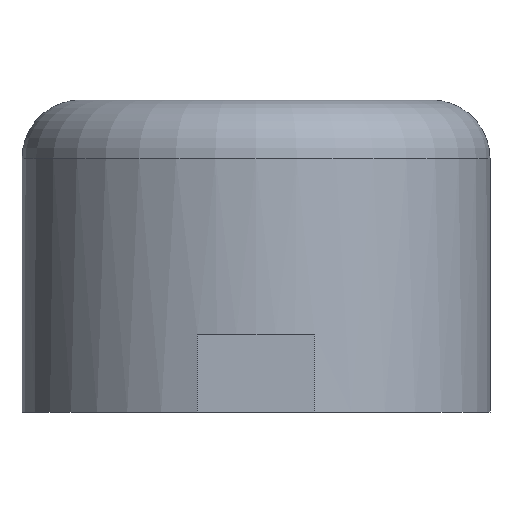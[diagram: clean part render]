
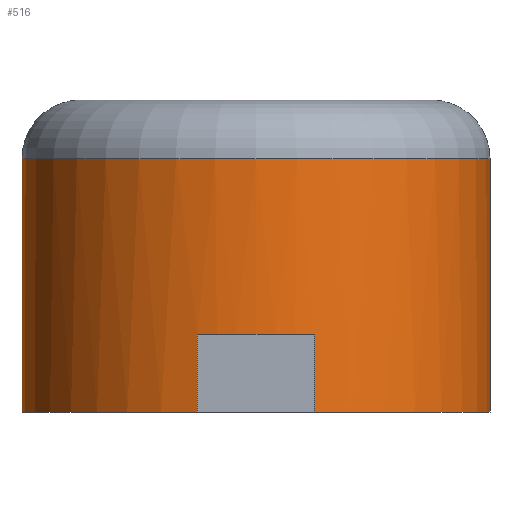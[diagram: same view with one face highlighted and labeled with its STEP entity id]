
A CAD part, left-side view. The second image highlights one B-rep face of the part: STEP entity #516.
In plain terms, the highlighted cylindrical face has radius 3 mm (diameter 6 mm), a full revolution.
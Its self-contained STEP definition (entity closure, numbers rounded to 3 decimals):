
#18=CYLINDRICAL_SURFACE('',#562,3.);
#22=CIRCLE('',#561,3.);
#23=CIRCLE('',#563,3.);
#24=CIRCLE('',#564,3.);
#25=CIRCLE('',#565,3.);
#26=CIRCLE('',#566,3.);
#27=CIRCLE('',#567,3.);
#47=FACE_OUTER_BOUND('',#76,.T.);
#76=EDGE_LOOP('',(#386,#387,#388,#389,#390,#391,#392,#393,#394,#395,#396,
#397));
#129=LINE('',#804,#187);
#130=LINE('',#808,#188);
#131=LINE('',#812,#189);
#132=LINE('',#816,#190);
#133=LINE('',#820,#191);
#187=VECTOR('',#660,3.);
#188=VECTOR('',#663,10.);
#189=VECTOR('',#666,10.);
#190=VECTOR('',#669,10.);
#191=VECTOR('',#672,10.);
#234=VERTEX_POINT('',#799);
#235=VERTEX_POINT('',#803);
#236=VERTEX_POINT('',#805);
#237=VERTEX_POINT('',#807);
#238=VERTEX_POINT('',#809);
#239=VERTEX_POINT('',#811);
#240=VERTEX_POINT('',#813);
#241=VERTEX_POINT('',#815);
#242=VERTEX_POINT('',#817);
#243=VERTEX_POINT('',#819);
#292=EDGE_CURVE('',#234,#234,#22,.T.);
#293=EDGE_CURVE('',#234,#235,#129,.T.);
#294=EDGE_CURVE('',#235,#236,#23,.T.);
#295=EDGE_CURVE('',#236,#237,#130,.T.);
#296=EDGE_CURVE('',#237,#238,#24,.T.);
#297=EDGE_CURVE('',#238,#239,#131,.T.);
#298=EDGE_CURVE('',#239,#240,#25,.T.);
#299=EDGE_CURVE('',#240,#241,#132,.T.);
#300=EDGE_CURVE('',#241,#242,#26,.T.);
#301=EDGE_CURVE('',#242,#243,#133,.T.);
#302=EDGE_CURVE('',#243,#235,#27,.T.);
#386=ORIENTED_EDGE('',*,*,#292,.F.);
#387=ORIENTED_EDGE('',*,*,#293,.T.);
#388=ORIENTED_EDGE('',*,*,#294,.T.);
#389=ORIENTED_EDGE('',*,*,#295,.T.);
#390=ORIENTED_EDGE('',*,*,#296,.T.);
#391=ORIENTED_EDGE('',*,*,#297,.T.);
#392=ORIENTED_EDGE('',*,*,#298,.T.);
#393=ORIENTED_EDGE('',*,*,#299,.T.);
#394=ORIENTED_EDGE('',*,*,#300,.T.);
#395=ORIENTED_EDGE('',*,*,#301,.T.);
#396=ORIENTED_EDGE('',*,*,#302,.T.);
#397=ORIENTED_EDGE('',*,*,#293,.F.);
#516=ADVANCED_FACE('',(#47),#18,.T.);
#561=AXIS2_PLACEMENT_3D('',#801,#656,#657);
#562=AXIS2_PLACEMENT_3D('',#802,#658,#659);
#563=AXIS2_PLACEMENT_3D('',#806,#661,#662);
#564=AXIS2_PLACEMENT_3D('',#810,#664,#665);
#565=AXIS2_PLACEMENT_3D('',#814,#667,#668);
#566=AXIS2_PLACEMENT_3D('',#818,#670,#671);
#567=AXIS2_PLACEMENT_3D('',#821,#673,#674);
#656=DIRECTION('center_axis',(0.,0.,1.));
#657=DIRECTION('ref_axis',(1.,0.,0.));
#658=DIRECTION('center_axis',(0.,0.,1.));
#659=DIRECTION('ref_axis',(1.,0.,0.));
#660=DIRECTION('',(0.,0.,-1.));
#661=DIRECTION('center_axis',(0.,0.,1.));
#662=DIRECTION('ref_axis',(1.,0.,0.));
#663=DIRECTION('',(0.,0.,-1.));
#664=DIRECTION('center_axis',(0.,0.,1.));
#665=DIRECTION('ref_axis',(1.,0.,0.));
#666=DIRECTION('',(0.,0.,1.));
#667=DIRECTION('center_axis',(0.,0.,1.));
#668=DIRECTION('ref_axis',(1.,0.,0.));
#669=DIRECTION('',(0.,0.,-1.));
#670=DIRECTION('center_axis',(0.,0.,1.));
#671=DIRECTION('ref_axis',(1.,0.,0.));
#672=DIRECTION('',(0.,0.,1.));
#673=DIRECTION('center_axis',(0.,0.,1.));
#674=DIRECTION('ref_axis',(1.,0.,0.));
#799=CARTESIAN_POINT('',(-3.,0.,3.25));
#801=CARTESIAN_POINT('Origin',(0.,0.,3.25));
#802=CARTESIAN_POINT('Origin',(0.,0.,0.));
#803=CARTESIAN_POINT('',(-3.,0.,1.));
#804=CARTESIAN_POINT('',(-3.,0.,0.));
#805=CARTESIAN_POINT('',(-2.905,-0.75,1.));
#806=CARTESIAN_POINT('Origin',(0.,0.,1.));
#807=CARTESIAN_POINT('',(-2.905,-0.75,0.));
#808=CARTESIAN_POINT('',(-2.905,-0.75,0.));
#809=CARTESIAN_POINT('',(2.905,-0.75,0.));
#810=CARTESIAN_POINT('Origin',(0.,0.,0.));
#811=CARTESIAN_POINT('',(2.905,-0.75,1.));
#812=CARTESIAN_POINT('',(2.905,-0.75,0.));
#813=CARTESIAN_POINT('',(2.905,0.75,1.));
#814=CARTESIAN_POINT('Origin',(0.,0.,1.));
#815=CARTESIAN_POINT('',(2.905,0.75,0.));
#816=CARTESIAN_POINT('',(2.905,0.75,0.));
#817=CARTESIAN_POINT('',(-2.905,0.75,0.));
#818=CARTESIAN_POINT('Origin',(0.,0.,0.));
#819=CARTESIAN_POINT('',(-2.905,0.75,1.));
#820=CARTESIAN_POINT('',(-2.905,0.75,0.));
#821=CARTESIAN_POINT('Origin',(0.,0.,1.));
